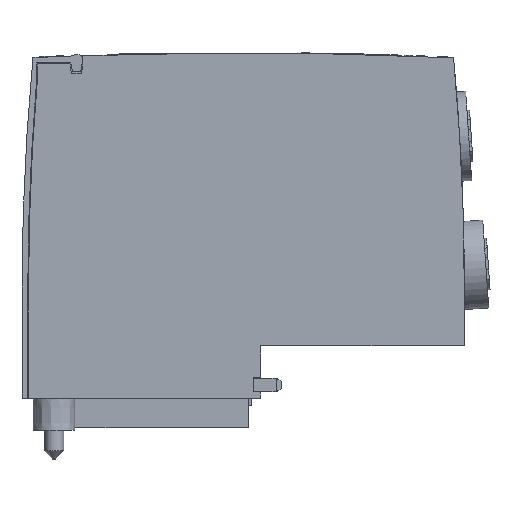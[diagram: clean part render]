
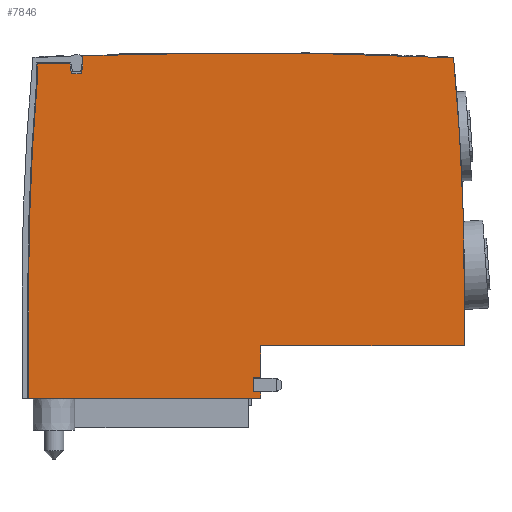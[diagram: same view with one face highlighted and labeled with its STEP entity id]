
A CAD part, left-side view. The second image highlights one B-rep face of the part: STEP entity #7846.
In plain terms, the highlighted planar face has unit normal (-1, 0, 0).
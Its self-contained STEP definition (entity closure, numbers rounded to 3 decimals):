
#7846=ADVANCED_FACE('',(#11256),#9881,.F.);
#9881=PLANE('',#43292);
#11256=FACE_OUTER_BOUND('',#13209,.T.);
#13209=EDGE_LOOP('',(#17329,#17330,#17331,#17332,#17333,#17334,#17335,#17336,
#17337,#17338,#17339,#17340,#17341,#17342,#17343,#17344,#17345,#17346,#17347));
#15425=CIRCLE('',#43289,390.2);
#15426=CIRCLE('',#43290,750.);
#15427=CIRCLE('',#43291,390.5);
#17329=ORIENTED_EDGE('',*,*,#30392,.T.);
#17330=ORIENTED_EDGE('',*,*,#30393,.F.);
#17331=ORIENTED_EDGE('',*,*,#30394,.F.);
#17332=ORIENTED_EDGE('',*,*,#30395,.F.);
#17333=ORIENTED_EDGE('',*,*,#30396,.F.);
#17334=ORIENTED_EDGE('',*,*,#30397,.F.);
#17335=ORIENTED_EDGE('',*,*,#30398,.F.);
#17336=ORIENTED_EDGE('',*,*,#30399,.F.);
#17337=ORIENTED_EDGE('',*,*,#30400,.F.);
#17338=ORIENTED_EDGE('',*,*,#30401,.F.);
#17339=ORIENTED_EDGE('',*,*,#30402,.F.);
#17340=ORIENTED_EDGE('',*,*,#30403,.F.);
#17341=ORIENTED_EDGE('',*,*,#30404,.F.);
#17342=ORIENTED_EDGE('',*,*,#30405,.T.);
#17343=ORIENTED_EDGE('',*,*,#30406,.T.);
#17344=ORIENTED_EDGE('',*,*,#30407,.T.);
#17345=ORIENTED_EDGE('',*,*,#30408,.T.);
#17346=ORIENTED_EDGE('',*,*,#30409,.T.);
#17347=ORIENTED_EDGE('',*,*,#30410,.T.);
#27120=VERTEX_POINT('',#55270);
#27121=VERTEX_POINT('',#55271);
#27122=VERTEX_POINT('',#55273);
#27123=VERTEX_POINT('',#55275);
#27124=VERTEX_POINT('',#55277);
#27125=VERTEX_POINT('',#55279);
#27126=VERTEX_POINT('',#55281);
#27127=VERTEX_POINT('',#55283);
#27128=VERTEX_POINT('',#55285);
#27129=VERTEX_POINT('',#55287);
#27130=VERTEX_POINT('',#55289);
#27131=VERTEX_POINT('',#55291);
#27132=VERTEX_POINT('',#55293);
#27133=VERTEX_POINT('',#55295);
#27134=VERTEX_POINT('',#55297);
#27135=VERTEX_POINT('',#55299);
#27136=VERTEX_POINT('',#55301);
#27137=VERTEX_POINT('',#55303);
#27138=VERTEX_POINT('',#55305);
#30392=EDGE_CURVE('',#27120,#27121,#35269,.T.);
#30393=EDGE_CURVE('',#27122,#27121,#35270,.T.);
#30394=EDGE_CURVE('',#27123,#27122,#35271,.T.);
#30395=EDGE_CURVE('',#27124,#27123,#35272,.T.);
#30396=EDGE_CURVE('',#27125,#27124,#35273,.T.);
#30397=EDGE_CURVE('',#27126,#27125,#35274,.T.);
#30398=EDGE_CURVE('',#27127,#27126,#35275,.T.);
#30399=EDGE_CURVE('',#27128,#27127,#35276,.T.);
#30400=EDGE_CURVE('',#27129,#27128,#35277,.T.);
#30401=EDGE_CURVE('',#27130,#27129,#35278,.T.);
#30402=EDGE_CURVE('',#27131,#27130,#15425,.T.);
#30403=EDGE_CURVE('',#27132,#27131,#15426,.T.);
#30404=EDGE_CURVE('',#27133,#27132,#35279,.T.);
#30405=EDGE_CURVE('',#27133,#27134,#35280,.T.);
#30406=EDGE_CURVE('',#27134,#27135,#35281,.T.);
#30407=EDGE_CURVE('',#27135,#27136,#35282,.T.);
#30408=EDGE_CURVE('',#27136,#27137,#35283,.T.);
#30409=EDGE_CURVE('',#27137,#27138,#35284,.T.);
#30410=EDGE_CURVE('',#27138,#27120,#15427,.T.);
#35269=LINE('',#55269,#38507);
#35270=LINE('',#55272,#38508);
#35271=LINE('',#55274,#38509);
#35272=LINE('',#55276,#38510);
#35273=LINE('',#55278,#38511);
#35274=LINE('',#55280,#38512);
#35275=LINE('',#55282,#38513);
#35276=LINE('',#55284,#38514);
#35277=LINE('',#55286,#38515);
#35278=LINE('',#55288,#38516);
#35279=LINE('',#55294,#38517);
#35280=LINE('',#55296,#38518);
#35281=LINE('',#55298,#38519);
#35282=LINE('',#55300,#38520);
#35283=LINE('',#55302,#38521);
#35284=LINE('',#55304,#38522);
#38507=VECTOR('',#46072,1.);
#38508=VECTOR('',#46073,1.);
#38509=VECTOR('',#46074,1.);
#38510=VECTOR('',#46075,1.);
#38511=VECTOR('',#46076,1.);
#38512=VECTOR('',#46077,1.);
#38513=VECTOR('',#46078,1.);
#38514=VECTOR('',#46079,1.);
#38515=VECTOR('',#46080,1.);
#38516=VECTOR('',#46081,1.);
#38517=VECTOR('',#46086,1.);
#38518=VECTOR('',#46087,1.);
#38519=VECTOR('',#46088,1.);
#38520=VECTOR('',#46089,1.);
#38521=VECTOR('',#46090,1.);
#38522=VECTOR('',#46091,1.);
#43289=AXIS2_PLACEMENT_3D('',#55290,#46082,#46083);
#43290=AXIS2_PLACEMENT_3D('',#55292,#46084,#46085);
#43291=AXIS2_PLACEMENT_3D('',#55306,#46092,#46093);
#43292=AXIS2_PLACEMENT_3D('',#55307,#46094,#46095);
#46072=DIRECTION('',(0.,0.,-1.));
#46073=DIRECTION('',(0.,0.,1.));
#46074=DIRECTION('',(0.,1.,0.));
#46075=DIRECTION('',(0.,0.,-1.));
#46076=DIRECTION('',(0.,-1.,0.));
#46077=DIRECTION('',(0.,0.,-1.));
#46078=DIRECTION('',(0.,1.,0.));
#46079=DIRECTION('',(0.,0.,-1.));
#46080=DIRECTION('',(0.,1.,0.));
#46081=DIRECTION('',(0.,0.,-1.));
#46082=DIRECTION('',(1.,0.,0.));
#46083=DIRECTION('',(0.,0.,1.));
#46084=DIRECTION('',(1.,0.,0.));
#46085=DIRECTION('',(0.,0.,1.));
#46086=DIRECTION('',(0.,0.,1.));
#46087=DIRECTION('',(0.,0.174,-0.985));
#46088=DIRECTION('',(0.,1.,0.));
#46089=DIRECTION('',(0.,0.174,0.985));
#46090=DIRECTION('',(0.,1.,0.));
#46091=DIRECTION('',(0.,0.,-1.));
#46092=DIRECTION('',(-1.,0.,0.));
#46093=DIRECTION('',(0.,0.,-1.));
#46094=DIRECTION('',(1.,0.,0.));
#46095=DIRECTION('',(0.,0.,-1.));
#55269=CARTESIAN_POINT('',(-30.11,36.272,29.7));
#55270=CARTESIAN_POINT('',(-30.11,36.272,30.048));
#55271=CARTESIAN_POINT('',(-30.11,36.272,13.));
#55272=CARTESIAN_POINT('',(-30.11,36.272,10.2));
#55273=CARTESIAN_POINT('',(-30.11,36.272,12.9));
#55274=CARTESIAN_POINT('',(-30.11,-0.1,12.9));
#55275=CARTESIAN_POINT('',(-30.11,-0.1,12.9));
#55276=CARTESIAN_POINT('',(-30.11,-0.1,21.1));
#55277=CARTESIAN_POINT('',(-30.11,-0.1,13.9));
#55278=CARTESIAN_POINT('',(-30.11,-353.7,13.9));
#55279=CARTESIAN_POINT('',(-30.11,1.047,13.9));
#55280=CARTESIAN_POINT('',(-30.11,1.047,29.7));
#55281=CARTESIAN_POINT('',(-30.11,1.047,16.19));
#55282=CARTESIAN_POINT('',(-30.11,-353.7,16.19));
#55283=CARTESIAN_POINT('',(-30.11,-0.1,16.19));
#55284=CARTESIAN_POINT('',(-30.11,-0.1,21.1));
#55285=CARTESIAN_POINT('',(-30.11,-0.1,21.1));
#55286=CARTESIAN_POINT('',(-30.11,-32.028,21.1));
#55287=CARTESIAN_POINT('',(-30.11,-32.028,21.1));
#55288=CARTESIAN_POINT('',(-30.11,-32.028,30.001));
#55289=CARTESIAN_POINT('',(-30.11,-32.028,30.001));
#55290=CARTESIAN_POINT('',(-30.11,358.172,30.001));
#55291=CARTESIAN_POINT('',(-30.11,-30.339,66.26));
#55292=CARTESIAN_POINT('',(-30.11,2.972,-683.));
#55293=CARTESIAN_POINT('',(-30.11,27.754,66.59));
#55294=CARTESIAN_POINT('',(-30.11,27.754,66.222));
#55295=CARTESIAN_POINT('',(-30.11,27.754,65.141));
#55296=CARTESIAN_POINT('',(-30.11,27.99,63.799));
#55297=CARTESIAN_POINT('',(-30.11,27.99,63.799));
#55298=CARTESIAN_POINT('',(-30.11,29.54,63.799));
#55299=CARTESIAN_POINT('',(-30.11,29.54,63.799));
#55300=CARTESIAN_POINT('',(-30.11,29.805,65.299));
#55301=CARTESIAN_POINT('',(-30.11,29.805,65.299));
#55302=CARTESIAN_POINT('',(-30.11,34.883,65.299));
#55303=CARTESIAN_POINT('',(-30.11,34.883,65.299));
#55304=CARTESIAN_POINT('',(-30.11,34.883,63.014));
#55305=CARTESIAN_POINT('',(-30.11,34.883,63.014));
#55306=CARTESIAN_POINT('',(-30.11,-354.228,30.1));
#55307=CARTESIAN_POINT('',(-30.11,-353.7,29.7));
